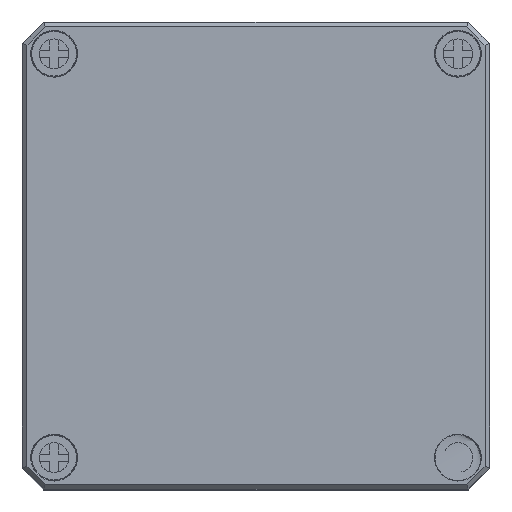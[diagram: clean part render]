
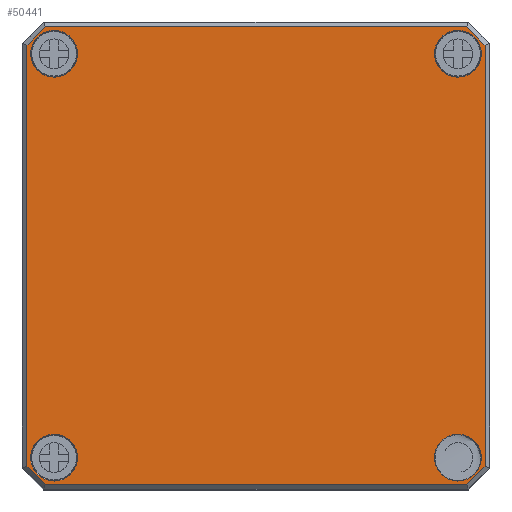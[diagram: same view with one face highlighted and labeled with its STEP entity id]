
A CAD part, top view. The second image highlights one B-rep face of the part: STEP entity #50441.
In plain terms, the highlighted face is planar.
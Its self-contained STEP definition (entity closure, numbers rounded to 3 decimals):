
#933=FACE_BOUND('',#10546,.T.);
#934=FACE_BOUND('',#10547,.T.);
#935=FACE_BOUND('',#10548,.T.);
#936=FACE_BOUND('',#10549,.T.);
#1877=PLANE('',#53275);
#7390=FACE_OUTER_BOUND('',#10545,.T.);
#10545=EDGE_LOOP('',(#44797,#44798,#44799,#44800,#44801,#44802,#44803,#44804));
#10546=EDGE_LOOP('',(#44805));
#10547=EDGE_LOOP('',(#44806));
#10548=EDGE_LOOP('',(#44807));
#10549=EDGE_LOOP('',(#44808));
#14544=LINE('',#88376,#18481);
#14545=LINE('',#88378,#18482);
#14546=LINE('',#88380,#18483);
#14547=LINE('',#88382,#18484);
#14548=LINE('',#88384,#18485);
#14549=LINE('',#88386,#18486);
#14550=LINE('',#88388,#18487);
#14551=LINE('',#88389,#18488);
#18481=VECTOR('',#62022,10.);
#18482=VECTOR('',#62023,10.);
#18483=VECTOR('',#62024,10.);
#18484=VECTOR('',#62025,10.);
#18485=VECTOR('',#62026,10.);
#18486=VECTOR('',#62027,10.);
#18487=VECTOR('',#62028,10.);
#18488=VECTOR('',#62029,10.);
#19863=CIRCLE('',#53266,5.504);
#19871=CIRCLE('',#53276,5.504);
#19872=CIRCLE('',#53277,5.504);
#19873=CIRCLE('',#53278,5.504);
#24494=VERTEX_POINT('',#88281);
#24514=VERTEX_POINT('',#88374);
#24515=VERTEX_POINT('',#88375);
#24516=VERTEX_POINT('',#88377);
#24517=VERTEX_POINT('',#88379);
#24518=VERTEX_POINT('',#88381);
#24519=VERTEX_POINT('',#88383);
#24520=VERTEX_POINT('',#88385);
#24521=VERTEX_POINT('',#88387);
#24522=VERTEX_POINT('',#88390);
#24523=VERTEX_POINT('',#88392);
#24524=VERTEX_POINT('',#88394);
#31338=EDGE_CURVE('',#24494,#24494,#19863,.T.);
#31360=EDGE_CURVE('',#24514,#24515,#14544,.T.);
#31361=EDGE_CURVE('',#24516,#24514,#14545,.T.);
#31362=EDGE_CURVE('',#24517,#24516,#14546,.T.);
#31363=EDGE_CURVE('',#24518,#24517,#14547,.T.);
#31364=EDGE_CURVE('',#24519,#24518,#14548,.T.);
#31365=EDGE_CURVE('',#24520,#24519,#14549,.T.);
#31366=EDGE_CURVE('',#24521,#24520,#14550,.T.);
#31367=EDGE_CURVE('',#24515,#24521,#14551,.T.);
#31368=EDGE_CURVE('',#24522,#24522,#19871,.T.);
#31369=EDGE_CURVE('',#24523,#24523,#19872,.T.);
#31370=EDGE_CURVE('',#24524,#24524,#19873,.T.);
#44797=ORIENTED_EDGE('',*,*,#31360,.F.);
#44798=ORIENTED_EDGE('',*,*,#31361,.F.);
#44799=ORIENTED_EDGE('',*,*,#31362,.F.);
#44800=ORIENTED_EDGE('',*,*,#31363,.F.);
#44801=ORIENTED_EDGE('',*,*,#31364,.F.);
#44802=ORIENTED_EDGE('',*,*,#31365,.F.);
#44803=ORIENTED_EDGE('',*,*,#31366,.F.);
#44804=ORIENTED_EDGE('',*,*,#31367,.F.);
#44805=ORIENTED_EDGE('',*,*,#31368,.F.);
#44806=ORIENTED_EDGE('',*,*,#31369,.F.);
#44807=ORIENTED_EDGE('',*,*,#31370,.F.);
#44808=ORIENTED_EDGE('',*,*,#31338,.F.);
#50441=ADVANCED_FACE('',(#7390,#933,#934,#935,#936),#1877,.F.);
#53266=AXIS2_PLACEMENT_3D('',#88282,#62001,#62002);
#53275=AXIS2_PLACEMENT_3D('',#88373,#62020,#62021);
#53276=AXIS2_PLACEMENT_3D('',#88391,#62030,#62031);
#53277=AXIS2_PLACEMENT_3D('',#88393,#62032,#62033);
#53278=AXIS2_PLACEMENT_3D('',#88395,#62034,#62035);
#62001=DIRECTION('center_axis',(0.,1.,0.));
#62002=DIRECTION('ref_axis',(1.,0.,0.));
#62020=DIRECTION('center_axis',(0.,-1.,0.));
#62021=DIRECTION('ref_axis',(0.,0.,-1.));
#62022=DIRECTION('',(-0.707,0.,0.707));
#62023=DIRECTION('',(0.,0.,1.));
#62024=DIRECTION('',(0.707,0.,0.707));
#62025=DIRECTION('',(1.,0.,0.));
#62026=DIRECTION('',(0.707,0.,-0.707));
#62027=DIRECTION('',(0.,0.,-1.));
#62028=DIRECTION('',(-0.707,0.,-0.707));
#62029=DIRECTION('',(-1.,0.,0.));
#62030=DIRECTION('center_axis',(0.,1.,0.));
#62031=DIRECTION('ref_axis',(-1.,0.,0.));
#62032=DIRECTION('center_axis',(0.,1.,0.));
#62033=DIRECTION('ref_axis',(1.,0.,0.));
#62034=DIRECTION('center_axis',(0.,1.,0.));
#62035=DIRECTION('ref_axis',(-1.,0.,0.));
#88281=CARTESIAN_POINT('',(-47.5,15.,-41.996));
#88282=CARTESIAN_POINT('Origin',(-47.5,15.,-47.5));
#88373=CARTESIAN_POINT('Origin',(0.,15.,0.));
#88374=CARTESIAN_POINT('',(53.869,15.,49.532));
#88375=CARTESIAN_POINT('',(49.532,15.,53.869));
#88376=CARTESIAN_POINT('',(52.95,15.,50.45));
#88377=CARTESIAN_POINT('',(53.869,15.,-49.532));
#88378=CARTESIAN_POINT('',(53.869,15.,-25.));
#88379=CARTESIAN_POINT('',(49.532,15.,-53.869));
#88380=CARTESIAN_POINT('',(50.45,15.,-52.95));
#88381=CARTESIAN_POINT('',(-49.532,15.,-53.869));
#88382=CARTESIAN_POINT('',(-25.,15.,-53.869));
#88383=CARTESIAN_POINT('',(-53.869,15.,-49.532));
#88384=CARTESIAN_POINT('',(-52.95,15.,-50.45));
#88385=CARTESIAN_POINT('',(-53.869,15.,49.532));
#88386=CARTESIAN_POINT('',(-53.869,15.,25.));
#88387=CARTESIAN_POINT('',(-49.532,15.,53.869));
#88388=CARTESIAN_POINT('',(-50.45,15.,52.95));
#88389=CARTESIAN_POINT('',(25.,15.,53.869));
#88390=CARTESIAN_POINT('',(47.5,15.,-41.996));
#88391=CARTESIAN_POINT('Origin',(47.5,15.,-47.5));
#88392=CARTESIAN_POINT('',(-47.5,15.,53.004));
#88393=CARTESIAN_POINT('Origin',(-47.5,15.,47.5));
#88394=CARTESIAN_POINT('',(47.5,15.,53.004));
#88395=CARTESIAN_POINT('Origin',(47.5,15.,47.5));
